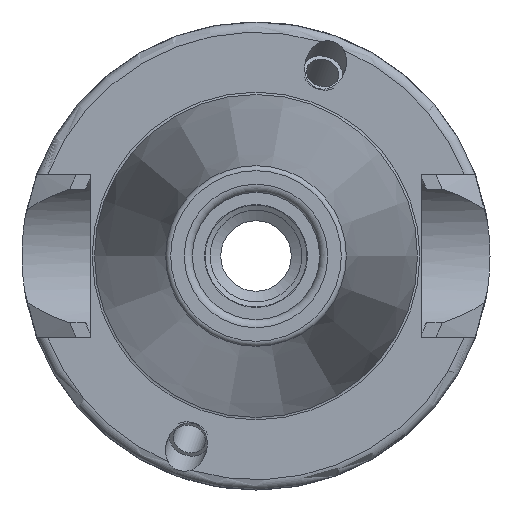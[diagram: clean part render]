
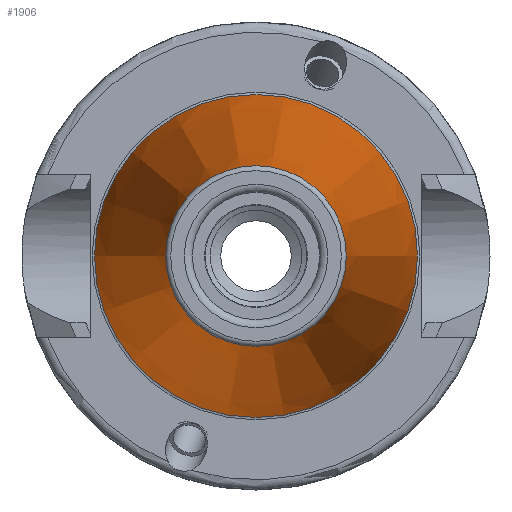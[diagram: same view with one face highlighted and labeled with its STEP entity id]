
A CAD part, left-side view. The second image highlights one B-rep face of the part: STEP entity #1906.
In plain terms, the highlighted conical face has half-angle 8.297 degrees and reference radius 12.377 mm.
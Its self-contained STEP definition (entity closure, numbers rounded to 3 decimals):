
#252=FACE_OUTER_BOUND('',#362,.T.);
#362=EDGE_LOOP('',(#1749,#1750,#1751,#1752,#1753,#1754,#1755));
#444=LINE('',#3742,#521);
#521=VECTOR('',#2838,12.377);
#678=CIRCLE('',#2198,8.879);
#679=CIRCLE('',#2199,8.879);
#680=CIRCLE('',#2200,8.879);
#682=CIRCLE('',#2203,15.875);
#683=CIRCLE('',#2204,15.875);
#888=VERTEX_POINT('',#3730);
#889=VERTEX_POINT('',#3731);
#890=VERTEX_POINT('',#3733);
#891=VERTEX_POINT('',#3738);
#892=VERTEX_POINT('',#3739);
#1181=EDGE_CURVE('',#888,#889,#678,.T.);
#1182=EDGE_CURVE('',#890,#888,#679,.T.);
#1183=EDGE_CURVE('',#889,#890,#680,.T.);
#1185=EDGE_CURVE('',#891,#892,#682,.T.);
#1186=EDGE_CURVE('',#892,#891,#683,.T.);
#1187=EDGE_CURVE('',#892,#890,#444,.T.);
#1749=ORIENTED_EDGE('',*,*,#1185,.F.);
#1750=ORIENTED_EDGE('',*,*,#1186,.F.);
#1751=ORIENTED_EDGE('',*,*,#1187,.T.);
#1752=ORIENTED_EDGE('',*,*,#1182,.T.);
#1753=ORIENTED_EDGE('',*,*,#1181,.T.);
#1754=ORIENTED_EDGE('',*,*,#1183,.T.);
#1755=ORIENTED_EDGE('',*,*,#1187,.F.);
#1813=CONICAL_SURFACE('',#2202,12.377,0.145);
#1906=ADVANCED_FACE('',(#252),#1813,.T.);
#2198=AXIS2_PLACEMENT_3D('',#3732,#2824,#2825);
#2199=AXIS2_PLACEMENT_3D('',#3734,#2826,#2827);
#2200=AXIS2_PLACEMENT_3D('',#3735,#2828,#2829);
#2202=AXIS2_PLACEMENT_3D('',#3737,#2832,#2833);
#2203=AXIS2_PLACEMENT_3D('',#3740,#2834,#2835);
#2204=AXIS2_PLACEMENT_3D('',#3741,#2836,#2837);
#2824=DIRECTION('center_axis',(1.,0.,0.));
#2825=DIRECTION('ref_axis',(0.,0.,-1.));
#2826=DIRECTION('center_axis',(1.,0.,0.));
#2827=DIRECTION('ref_axis',(0.,0.,-1.));
#2828=DIRECTION('center_axis',(1.,0.,0.));
#2829=DIRECTION('ref_axis',(0.,0.,-1.));
#2832=DIRECTION('center_axis',(1.,0.,0.));
#2833=DIRECTION('ref_axis',(0.,1.,0.));
#2834=DIRECTION('center_axis',(1.,0.,0.));
#2835=DIRECTION('ref_axis',(0.,0.,-1.));
#2836=DIRECTION('center_axis',(1.,0.,0.));
#2837=DIRECTION('ref_axis',(0.,0.,-1.));
#2838=DIRECTION('',(-0.99,0.144,0.));
#3730=CARTESIAN_POINT('',(-47.972,8.879,0.));
#3731=CARTESIAN_POINT('',(-47.972,0.,8.879));
#3732=CARTESIAN_POINT('Origin',(-47.972,0.,
0.));
#3733=CARTESIAN_POINT('',(-47.972,-8.879,0.));
#3734=CARTESIAN_POINT('Origin',(-47.972,0.,
0.));
#3735=CARTESIAN_POINT('Origin',(-47.972,0.,
0.));
#3737=CARTESIAN_POINT('Origin',(-23.986,0.,
0.));
#3738=CARTESIAN_POINT('',(0.,15.875,0.));
#3739=CARTESIAN_POINT('',(0.,-15.875,0.));
#3740=CARTESIAN_POINT('Origin',(0.,0.,
0.));
#3741=CARTESIAN_POINT('Origin',(0.,0.,
0.));
#3742=CARTESIAN_POINT('',(-23.986,-12.377,0.));
